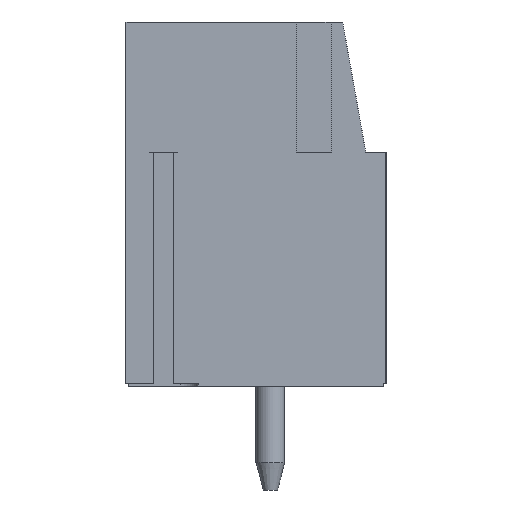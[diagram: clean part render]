
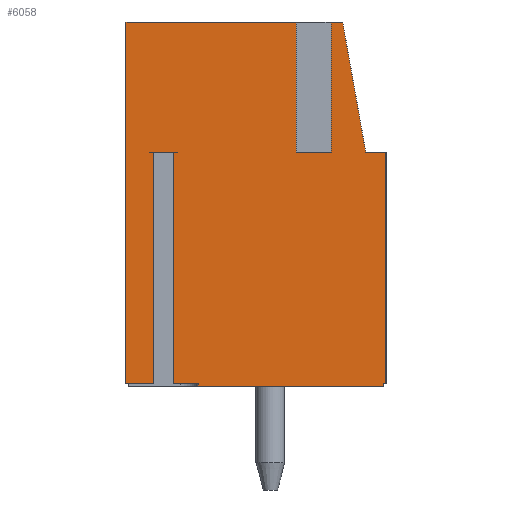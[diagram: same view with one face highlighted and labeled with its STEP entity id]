
A CAD part, left-side view. The second image highlights one B-rep face of the part: STEP entity #6058.
In plain terms, the highlighted planar face has unit normal (-1, 0, 0).
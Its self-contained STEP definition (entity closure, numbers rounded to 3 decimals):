
#807=ORIENTED_EDGE('',*,*,#2378,.F.);
#808=ORIENTED_EDGE('',*,*,#2379,.T.);
#809=ORIENTED_EDGE('',*,*,#2380,.T.);
#810=ORIENTED_EDGE('',*,*,#2289,.F.);
#811=ORIENTED_EDGE('',*,*,#2381,.T.);
#812=ORIENTED_EDGE('',*,*,#2337,.T.);
#813=ORIENTED_EDGE('',*,*,#2382,.F.);
#814=ORIENTED_EDGE('',*,*,#2383,.F.);
#815=ORIENTED_EDGE('',*,*,#2384,.T.);
#816=ORIENTED_EDGE('',*,*,#2363,.T.);
#817=ORIENTED_EDGE('',*,*,#2385,.F.);
#818=ORIENTED_EDGE('',*,*,#2386,.F.);
#819=ORIENTED_EDGE('',*,*,#2387,.T.);
#820=ORIENTED_EDGE('',*,*,#2328,.T.);
#821=ORIENTED_EDGE('',*,*,#2388,.F.);
#822=ORIENTED_EDGE('',*,*,#2389,.T.);
#823=ORIENTED_EDGE('',*,*,#2390,.T.);
#824=ORIENTED_EDGE('',*,*,#2293,.F.);
#2289=EDGE_CURVE('',#3100,#3101,#3673,.T.);
#2293=EDGE_CURVE('',#3104,#3105,#3677,.T.);
#2328=EDGE_CURVE('',#3137,#3136,#3707,.T.);
#2337=EDGE_CURVE('',#3146,#3145,#3715,.T.);
#2363=EDGE_CURVE('',#3172,#3170,#3738,.T.);
#2378=EDGE_CURVE('',#3181,#3104,#3753,.T.);
#2379=EDGE_CURVE('',#3181,#3182,#3754,.T.);
#2380=EDGE_CURVE('',#3182,#3101,#3755,.T.);
#2381=EDGE_CURVE('',#3100,#3146,#3756,.T.);
#2382=EDGE_CURVE('',#3183,#3145,#3757,.T.);
#2383=EDGE_CURVE('',#3184,#3183,#3758,.T.);
#2384=EDGE_CURVE('',#3184,#3172,#3759,.T.);
#2385=EDGE_CURVE('',#3185,#3170,#3760,.T.);
#2386=EDGE_CURVE('',#3186,#3185,#3761,.T.);
#2387=EDGE_CURVE('',#3186,#3137,#3762,.T.);
#2388=EDGE_CURVE('',#3187,#3136,#3763,.T.);
#2389=EDGE_CURVE('',#3187,#3188,#3764,.T.);
#2390=EDGE_CURVE('',#3188,#3105,#3765,.T.);
#3100=VERTEX_POINT('',#9438);
#3101=VERTEX_POINT('',#9440);
#3104=VERTEX_POINT('',#9446);
#3105=VERTEX_POINT('',#9448);
#3136=VERTEX_POINT('',#9516);
#3137=VERTEX_POINT('',#9518);
#3145=VERTEX_POINT('',#9534);
#3146=VERTEX_POINT('',#9536);
#3170=VERTEX_POINT('',#9586);
#3172=VERTEX_POINT('',#9589);
#3181=VERTEX_POINT('',#9615);
#3182=VERTEX_POINT('',#9617);
#3183=VERTEX_POINT('',#9621);
#3184=VERTEX_POINT('',#9623);
#3185=VERTEX_POINT('',#9626);
#3186=VERTEX_POINT('',#9628);
#3187=VERTEX_POINT('',#9631);
#3188=VERTEX_POINT('',#9633);
#3673=LINE('',#9439,#4337);
#3677=LINE('',#9447,#4341);
#3707=LINE('',#9517,#4371);
#3715=LINE('',#9535,#4379);
#3738=LINE('',#9588,#4402);
#3753=LINE('',#9614,#4417);
#3754=LINE('',#9616,#4418);
#3755=LINE('',#9618,#4419);
#3756=LINE('',#9619,#4420);
#3757=LINE('',#9620,#4421);
#3758=LINE('',#9622,#4422);
#3759=LINE('',#9624,#4423);
#3760=LINE('',#9625,#4424);
#3761=LINE('',#9627,#4425);
#3762=LINE('',#9629,#4426);
#3763=LINE('',#9630,#4427);
#3764=LINE('',#9632,#4428);
#3765=LINE('',#9634,#4429);
#4337=VECTOR('',#7638,1000.);
#4341=VECTOR('',#7642,1000.);
#4371=VECTOR('',#7688,1000.);
#4379=VECTOR('',#7698,1000.);
#4402=VECTOR('',#7729,1000.);
#4417=VECTOR('',#7748,1000.);
#4418=VECTOR('',#7749,1000.);
#4419=VECTOR('',#7750,1000.);
#4420=VECTOR('',#7751,1000.);
#4421=VECTOR('',#7752,1000.);
#4422=VECTOR('',#7753,1000.);
#4423=VECTOR('',#7754,1000.);
#4424=VECTOR('',#7755,1000.);
#4425=VECTOR('',#7756,1000.);
#4426=VECTOR('',#7757,1000.);
#4427=VECTOR('',#7758,1000.);
#4428=VECTOR('',#7759,1000.);
#4429=VECTOR('',#7760,1000.);
#4970=EDGE_LOOP('',(#807,#808,#809,#810,#811,#812,#813,#814,#815,#816,#817,
#818,#819,#820,#821,#822,#823,#824));
#5394=FACE_BOUND('',#4970,.T.);
#5778=PLANE('',#6846);
#6058=ADVANCED_FACE('',(#5394),#5778,.F.);
#6846=AXIS2_PLACEMENT_3D('',#9613,#7746,#7747);
#7638=DIRECTION('',(0.,-1.,0.));
#7642=DIRECTION('',(0.,-1.,0.));
#7688=DIRECTION('',(0.,-1.,0.));
#7698=DIRECTION('',(0.,-1.,0.));
#7729=DIRECTION('',(0.,-1.,0.));
#7746=DIRECTION('',(1.,0.,0.));
#7747=DIRECTION('',(0.,0.,-1.));
#7748=DIRECTION('',(0.,0.,1.));
#7749=DIRECTION('',(0.,1.,0.));
#7750=DIRECTION('',(0.,0.,1.));
#7751=DIRECTION('',(0.,0.,-1.));
#7752=DIRECTION('',(0.,0.,-1.));
#7753=DIRECTION('',(0.,1.,0.));
#7754=DIRECTION('',(0.,0.,-1.));
#7755=DIRECTION('',(0.,0.,1.));
#7756=DIRECTION('',(0.,1.,0.));
#7757=DIRECTION('',(0.,0.,1.));
#7758=DIRECTION('',(0.,0.,-1.));
#7759=DIRECTION('',(0.,1.,0.));
#7760=DIRECTION('',(0.,0.175,0.985));
#9438=CARTESIAN_POINT('',(-7.5,5.,12.5));
#9439=CARTESIAN_POINT('',(-7.5,5.,12.5));
#9440=CARTESIAN_POINT('',(-7.5,-1.15,12.5));
#9446=CARTESIAN_POINT('',(-7.5,-1.85,12.5));
#9447=CARTESIAN_POINT('',(-7.5,5.,12.5));
#9448=CARTESIAN_POINT('',(-7.5,-2.5,12.5));
#9516=CARTESIAN_POINT('',(-7.5,-4.,0.));
#9517=CARTESIAN_POINT('',(-7.5,5.,0.));
#9518=CARTESIAN_POINT('',(-7.5,-3.9,0.));
#9534=CARTESIAN_POINT('',(-7.5,4.05,0.));
#9535=CARTESIAN_POINT('',(-7.5,5.,0.));
#9536=CARTESIAN_POINT('',(-7.5,5.,0.));
#9586=CARTESIAN_POINT('',(-7.5,2.5,0.));
#9588=CARTESIAN_POINT('',(-7.5,5.,0.));
#9589=CARTESIAN_POINT('',(-7.5,3.35,0.));
#9613=CARTESIAN_POINT('',(-7.5,5.,12.5));
#9614=CARTESIAN_POINT('',(-7.5,-1.85,8.));
#9615=CARTESIAN_POINT('',(-7.5,-1.85,8.));
#9616=CARTESIAN_POINT('',(-7.5,-1.85,8.));
#9617=CARTESIAN_POINT('',(-7.5,-1.15,8.));
#9618=CARTESIAN_POINT('',(-7.5,-1.15,8.));
#9619=CARTESIAN_POINT('',(-7.5,5.,12.5));
#9620=CARTESIAN_POINT('',(-7.5,4.05,8.));
#9621=CARTESIAN_POINT('',(-7.5,4.05,8.));
#9622=CARTESIAN_POINT('',(-7.5,3.35,8.));
#9623=CARTESIAN_POINT('',(-7.5,3.35,8.));
#9624=CARTESIAN_POINT('',(-7.5,3.35,8.));
#9625=CARTESIAN_POINT('',(-7.5,2.5,-0.1));
#9626=CARTESIAN_POINT('',(-7.5,2.5,-0.1));
#9627=CARTESIAN_POINT('',(-7.5,-3.9,-0.1));
#9628=CARTESIAN_POINT('',(-7.5,-3.9,-0.1));
#9629=CARTESIAN_POINT('',(-7.5,-3.9,-0.1));
#9630=CARTESIAN_POINT('',(-7.5,-4.,12.5));
#9631=CARTESIAN_POINT('',(-7.5,-4.,8.));
#9632=CARTESIAN_POINT('',(-7.5,5.,8.));
#9633=CARTESIAN_POINT('',(-7.5,-3.3,8.));
#9634=CARTESIAN_POINT('',(-7.5,-2.27,13.792));
